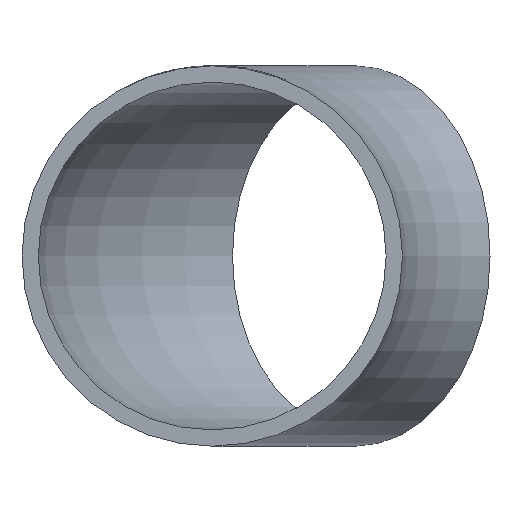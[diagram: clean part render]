
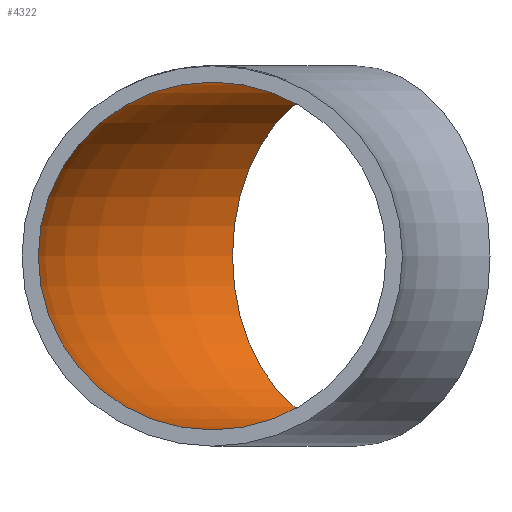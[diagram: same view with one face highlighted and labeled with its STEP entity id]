
A CAD part, front view. The second image highlights one B-rep face of the part: STEP entity #4322.
In plain terms, the highlighted toroidal (fillet/blend) face has major radius 45 mm and minor radius 16 mm.
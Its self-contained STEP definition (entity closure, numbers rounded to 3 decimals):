
#1123 = AXIS2_PLACEMENT_3D ( 'NONE', #10201, #6881, #1342 ) ;
#1342 = DIRECTION ( 'NONE',  ( 0., 0., 1. ) ) ;
#1667 = ORIENTED_EDGE ( 'NONE', *, *, #13681, .T. ) ;
#2310 = EDGE_CURVE ( 'NONE', #11846, #11846, #14358, .T. ) ;
#2321 = FACE_OUTER_BOUND ( 'NONE', #2622, .T. ) ;
#2622 = EDGE_LOOP ( 'NONE', ( #1667 ) ) ;
#3383 = EDGE_LOOP ( 'NONE', ( #10962 ) ) ;
#3827 = TOROIDAL_SURFACE ( 'NONE', #8941, 45., 16. ) ;
#4162 = CARTESIAN_POINT ( 'NONE',  ( -45., 0., 16. ) ) ;
#4322 = ADVANCED_FACE ( 'NONE', ( #2321, #6768 ), #3827, .F. ) ;
#5467 = CARTESIAN_POINT ( 'NONE',  ( -31.82, 31.82, 0. ) ) ;
#6768 = FACE_OUTER_BOUND ( 'NONE', #3383, .T. ) ;
#6881 = DIRECTION ( 'NONE',  ( 0., 1., 0. ) ) ;
#7729 = DIRECTION ( 'NONE',  ( 0.707, 0.707, 0. ) ) ;
#8384 = AXIS2_PLACEMENT_3D ( 'NONE', #5467, #7729, #11925 ) ;
#8724 = CARTESIAN_POINT ( 'NONE',  ( -43.134, 43.134, 0. ) ) ;
#8941 = AXIS2_PLACEMENT_3D ( 'NONE', #9297, #10438, #12495 ) ;
#9297 = CARTESIAN_POINT ( 'NONE',  ( 0., 0., 0. ) ) ;
#10201 = CARTESIAN_POINT ( 'NONE',  ( -45., 0., 0. ) ) ;
#10438 = DIRECTION ( 'NONE',  ( 0., 0., -1. ) ) ;
#10962 = ORIENTED_EDGE ( 'NONE', *, *, #2310, .F. ) ;
#11846 = VERTEX_POINT ( 'NONE', #4162 ) ;
#11925 = DIRECTION ( 'NONE',  ( -0.707, 0.707, 0. ) ) ;
#12495 = DIRECTION ( 'NONE',  ( -1., 0., 0. ) ) ;
#13253 = CIRCLE ( 'NONE', #8384, 16. ) ;
#13681 = EDGE_CURVE ( 'NONE', #14191, #14191, #13253, .T. ) ;
#14191 = VERTEX_POINT ( 'NONE', #8724 ) ;
#14358 = CIRCLE ( 'NONE', #1123, 16. ) ;
